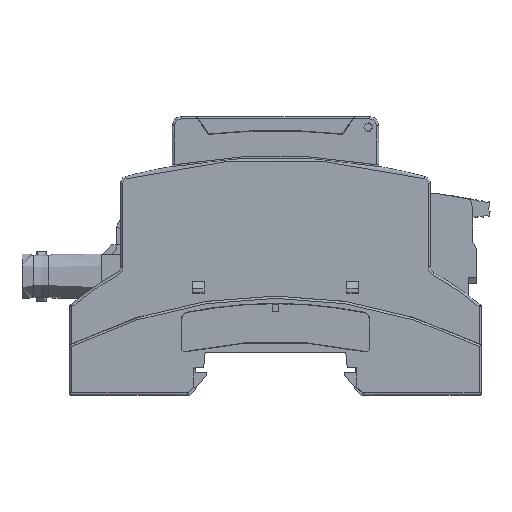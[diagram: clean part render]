
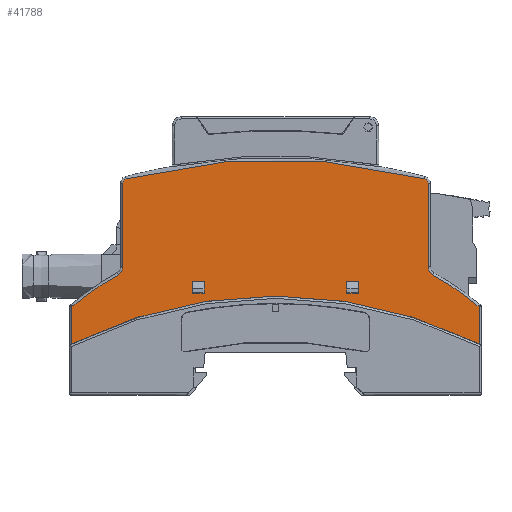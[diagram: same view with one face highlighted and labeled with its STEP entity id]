
A CAD part, top view. The second image highlights one B-rep face of the part: STEP entity #41788.
In plain terms, the highlighted planar face has unit normal (0, 0, 1).
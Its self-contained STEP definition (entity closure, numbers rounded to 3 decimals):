
#1431=FACE_BOUND('',#5821,.T.);
#1432=FACE_BOUND('',#5822,.T.);
#2110=CIRCLE('',#44409,129.2);
#2111=CIRCLE('',#44410,1.);
#2112=CIRCLE('',#44411,2.);
#2113=CIRCLE('',#44412,69.5);
#2114=CIRCLE('',#44413,99.5);
#2115=CIRCLE('',#44414,69.5);
#2116=CIRCLE('',#44415,2.);
#2117=CIRCLE('',#44416,1.);
#3624=FACE_OUTER_BOUND('',#5820,.T.);
#5820=EDGE_LOOP('',(#30392,#30393,#30394,#30395,#30396,#30397,#30398,#30399,
#30400,#30401,#30402,#30403));
#5821=EDGE_LOOP('',(#30404,#30405,#30406,#30407));
#5822=EDGE_LOOP('',(#30408,#30409,#30410,#30411));
#9182=LINE('',#61345,#13778);
#9330=LINE('',#61813,#13926);
#9362=LINE('',#61893,#13958);
#9363=LINE('',#61899,#13959);
#9364=LINE('',#61903,#13960);
#9365=LINE('',#61910,#13961);
#9366=LINE('',#61912,#13962);
#9367=LINE('',#61914,#13963);
#9368=LINE('',#61915,#13964);
#9369=LINE('',#61918,#13965);
#9370=LINE('',#61919,#13966);
#9371=LINE('',#61920,#13967);
#13778=VECTOR('',#49596,1.);
#13926=VECTOR('',#49870,1.);
#13958=VECTOR('',#49934,1.);
#13959=VECTOR('',#49939,1.);
#13960=VECTOR('',#49942,1.);
#13961=VECTOR('',#49949,1.);
#13962=VECTOR('',#49950,1.);
#13963=VECTOR('',#49951,1.);
#13964=VECTOR('',#49952,1.);
#13965=VECTOR('',#49953,1.);
#13966=VECTOR('',#49954,1.);
#13967=VECTOR('',#49955,1.);
#18034=VERTEX_POINT('',#61342);
#18035=VERTEX_POINT('',#61344);
#18202=VERTEX_POINT('',#61811);
#18203=VERTEX_POINT('',#61812);
#18232=VERTEX_POINT('',#61887);
#18233=VERTEX_POINT('',#61888);
#18234=VERTEX_POINT('',#61890);
#18235=VERTEX_POINT('',#61892);
#18236=VERTEX_POINT('',#61894);
#18237=VERTEX_POINT('',#61896);
#18238=VERTEX_POINT('',#61898);
#18239=VERTEX_POINT('',#61900);
#18240=VERTEX_POINT('',#61902);
#18241=VERTEX_POINT('',#61904);
#18242=VERTEX_POINT('',#61908);
#18243=VERTEX_POINT('',#61909);
#18244=VERTEX_POINT('',#61911);
#18245=VERTEX_POINT('',#61913);
#18246=VERTEX_POINT('',#61916);
#18247=VERTEX_POINT('',#61917);
#22778=EDGE_CURVE('',#18034,#18035,#9182,.T.);
#22961=EDGE_CURVE('',#18202,#18203,#9330,.T.);
#22997=EDGE_CURVE('',#18232,#18233,#2110,.T.);
#22998=EDGE_CURVE('',#18232,#18234,#2111,.T.);
#22999=EDGE_CURVE('',#18234,#18235,#9362,.T.);
#23000=EDGE_CURVE('',#18236,#18235,#2112,.T.);
#23001=EDGE_CURVE('',#18236,#18237,#2113,.T.);
#23002=EDGE_CURVE('',#18237,#18238,#9363,.T.);
#23003=EDGE_CURVE('',#18239,#18238,#2114,.T.);
#23004=EDGE_CURVE('',#18240,#18239,#9364,.T.);
#23005=EDGE_CURVE('',#18241,#18240,#2115,.T.);
#23006=EDGE_CURVE('',#18241,#18203,#2116,.T.);
#23007=EDGE_CURVE('',#18202,#18233,#2117,.T.);
#23008=EDGE_CURVE('',#18242,#18243,#9365,.T.);
#23009=EDGE_CURVE('',#18244,#18242,#9366,.T.);
#23010=EDGE_CURVE('',#18245,#18244,#9367,.T.);
#23011=EDGE_CURVE('',#18243,#18245,#9368,.T.);
#23012=EDGE_CURVE('',#18246,#18247,#9369,.T.);
#23013=EDGE_CURVE('',#18035,#18246,#9370,.T.);
#23014=EDGE_CURVE('',#18247,#18034,#9371,.T.);
#30392=ORIENTED_EDGE('',*,*,#22997,.F.);
#30393=ORIENTED_EDGE('',*,*,#22998,.T.);
#30394=ORIENTED_EDGE('',*,*,#22999,.T.);
#30395=ORIENTED_EDGE('',*,*,#23000,.F.);
#30396=ORIENTED_EDGE('',*,*,#23001,.T.);
#30397=ORIENTED_EDGE('',*,*,#23002,.T.);
#30398=ORIENTED_EDGE('',*,*,#23003,.F.);
#30399=ORIENTED_EDGE('',*,*,#23004,.F.);
#30400=ORIENTED_EDGE('',*,*,#23005,.F.);
#30401=ORIENTED_EDGE('',*,*,#23006,.T.);
#30402=ORIENTED_EDGE('',*,*,#22961,.F.);
#30403=ORIENTED_EDGE('',*,*,#23007,.T.);
#30404=ORIENTED_EDGE('',*,*,#23008,.F.);
#30405=ORIENTED_EDGE('',*,*,#23009,.F.);
#30406=ORIENTED_EDGE('',*,*,#23010,.F.);
#30407=ORIENTED_EDGE('',*,*,#23011,.F.);
#30408=ORIENTED_EDGE('',*,*,#23012,.F.);
#30409=ORIENTED_EDGE('',*,*,#23013,.F.);
#30410=ORIENTED_EDGE('',*,*,#22778,.F.);
#30411=ORIENTED_EDGE('',*,*,#23014,.F.);
#38739=PLANE('',#44408);
#41788=ADVANCED_FACE('',(#3624,#1431,#1432),#38739,.F.);
#44408=AXIS2_PLACEMENT_3D('',#61886,#49928,#49929);
#44409=AXIS2_PLACEMENT_3D('',#61889,#49930,#49931);
#44410=AXIS2_PLACEMENT_3D('',#61891,#49932,#49933);
#44411=AXIS2_PLACEMENT_3D('',#61895,#49935,#49936);
#44412=AXIS2_PLACEMENT_3D('',#61897,#49937,#49938);
#44413=AXIS2_PLACEMENT_3D('',#61901,#49940,#49941);
#44414=AXIS2_PLACEMENT_3D('',#61905,#49943,#49944);
#44415=AXIS2_PLACEMENT_3D('',#61906,#49945,#49946);
#44416=AXIS2_PLACEMENT_3D('',#61907,#49947,#49948);
#49596=DIRECTION('',(1.,0.,0.));
#49870=DIRECTION('',(0.,1.,0.));
#49928=DIRECTION('center_axis',(0.,0.,-1.));
#49929=DIRECTION('ref_axis',(1.,0.,0.));
#49930=DIRECTION('center_axis',(0.,0.,
-1.));
#49931=DIRECTION('ref_axis',(-1.,0.,0.));
#49932=DIRECTION('center_axis',(0.,0.,
1.));
#49933=DIRECTION('ref_axis',(1.,0.,0.));
#49934=DIRECTION('',(0.,1.,0.));
#49935=DIRECTION('center_axis',(0.,0.,1.));
#49936=DIRECTION('ref_axis',(0.,-1.,0.));
#49937=DIRECTION('center_axis',(0.,0.,1.));
#49938=DIRECTION('ref_axis',(0.,-1.,0.));
#49939=DIRECTION('',(0.,1.,0.));
#49940=DIRECTION('center_axis',(0.,0.,
1.));
#49941=DIRECTION('ref_axis',(-1.,0.,0.));
#49942=DIRECTION('',(0.,1.,0.));
#49943=DIRECTION('center_axis',(0.,0.,-1.));
#49944=DIRECTION('ref_axis',(0.,1.,0.));
#49945=DIRECTION('center_axis',(0.,0.,-1.));
#49946=DIRECTION('ref_axis',(0.,1.,0.));
#49947=DIRECTION('center_axis',(0.,0.,
1.));
#49948=DIRECTION('ref_axis',(1.,0.,0.));
#49949=DIRECTION('',(0.,1.,0.));
#49950=DIRECTION('',(1.,0.,0.));
#49951=DIRECTION('',(0.,-1.,0.));
#49952=DIRECTION('',(-1.,0.,0.));
#49953=DIRECTION('',(-1.,0.,0.));
#49954=DIRECTION('',(0.,1.,0.));
#49955=DIRECTION('',(0.,-1.,0.));
#61342=CARTESIAN_POINT('',(9.85,-21.1,-0.3));
#61344=CARTESIAN_POINT('',(12.45,-21.1,-0.3));
#61345=CARTESIAN_POINT('',(0.,-21.1,-0.3));
#61811=CARTESIAN_POINT('',(-38.9,-42.477,-0.3));
#61812=CARTESIAN_POINT('',(-38.9,-24.257,-0.3));
#61813=CARTESIAN_POINT('',(-38.9,0.,-0.3));
#61886=CARTESIAN_POINT('Origin',(-23.996,-40.289,-0.3));
#61887=CARTESIAN_POINT('',(26.852,-43.445,-0.3));
#61888=CARTESIAN_POINT('',(-38.152,-43.445,-0.3));
#61889=CARTESIAN_POINT('Origin',(-5.65,81.6,-0.3));
#61890=CARTESIAN_POINT('',(27.6,-42.477,-0.3));
#61891=CARTESIAN_POINT('Origin',(26.6,-42.477,-0.3));
#61892=CARTESIAN_POINT('',(27.6,-24.257,-0.3));
#61893=CARTESIAN_POINT('',(27.6,0.,-0.3));
#61894=CARTESIAN_POINT('',(28.614,-22.517,-0.3));
#61895=CARTESIAN_POINT('Origin',(29.6,-24.257,-0.3));
#61896=CARTESIAN_POINT('',(38.7,-15.56,-0.3));
#61897=CARTESIAN_POINT('Origin',(-5.65,37.95,-0.3));
#61898=CARTESIAN_POINT('',(38.7,-7.469,-0.3));
#61899=CARTESIAN_POINT('',(38.7,0.,-0.3));
#61900=CARTESIAN_POINT('',(-50.,-7.469,-0.3));
#61901=CARTESIAN_POINT('Origin',(-5.65,81.6,-0.3));
#61902=CARTESIAN_POINT('',(-50.,-15.56,-0.3));
#61903=CARTESIAN_POINT('',(-50.,0.,-0.3));
#61904=CARTESIAN_POINT('',(-39.914,-22.517,-0.3));
#61905=CARTESIAN_POINT('Origin',(-5.65,37.95,-0.3));
#61906=CARTESIAN_POINT('Origin',(-40.9,-24.257,-0.3));
#61907=CARTESIAN_POINT('Origin',(-37.9,-42.477,-0.3));
#61908=CARTESIAN_POINT('',(-21.15,-21.1,-0.3));
#61909=CARTESIAN_POINT('',(-21.15,-18.5,-0.3));
#61910=CARTESIAN_POINT('',(-21.15,0.,-0.3));
#61911=CARTESIAN_POINT('',(-23.75,-21.1,-0.3));
#61912=CARTESIAN_POINT('',(0.,-21.1,-0.3));
#61913=CARTESIAN_POINT('',(-23.75,-18.5,-0.3));
#61914=CARTESIAN_POINT('',(-23.75,0.,-0.3));
#61915=CARTESIAN_POINT('',(0.,-18.5,-0.3));
#61916=CARTESIAN_POINT('',(12.45,-18.5,-0.3));
#61917=CARTESIAN_POINT('',(9.85,-18.5,-0.3));
#61918=CARTESIAN_POINT('',(0.,-18.5,-0.3));
#61919=CARTESIAN_POINT('',(12.45,0.,-0.3));
#61920=CARTESIAN_POINT('',(9.85,0.,-0.3));
